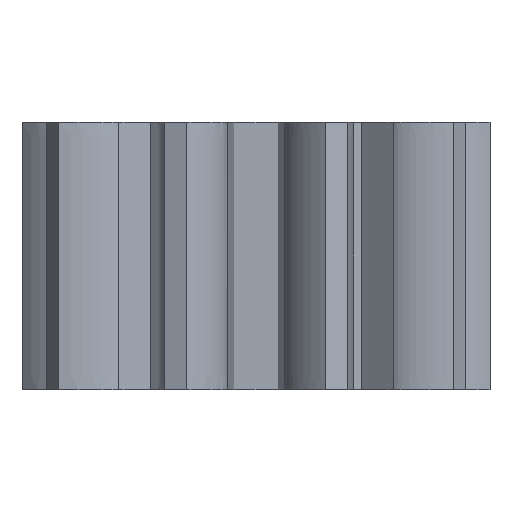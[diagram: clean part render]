
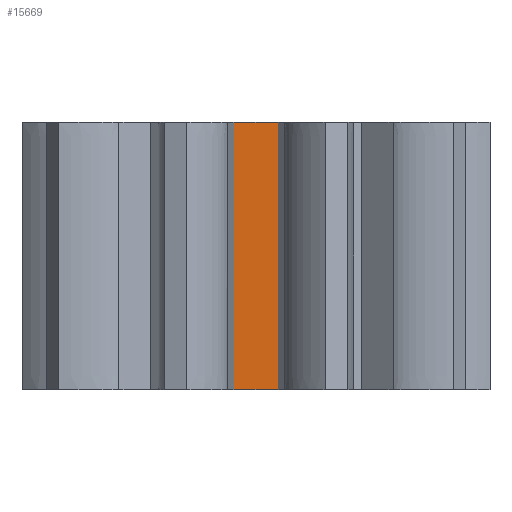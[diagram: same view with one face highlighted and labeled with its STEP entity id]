
A CAD part, left-side view. The second image highlights one B-rep face of the part: STEP entity #15669.
In plain terms, the highlighted face is a extrusion surface.
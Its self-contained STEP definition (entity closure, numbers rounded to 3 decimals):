
#93 = PLANE('',#94);
#94 = AXIS2_PLACEMENT_3D('',#95,#96,#97);
#95 = CARTESIAN_POINT('',(0.,0.,6.25));
#96 = DIRECTION('',(0.,0.,1.));
#97 = DIRECTION('',(1.,0.,0.));
#168 = PLANE('',#169);
#169 = AXIS2_PLACEMENT_3D('',#170,#171,#172);
#170 = CARTESIAN_POINT('',(0.,0.,0.));
#171 = DIRECTION('',(0.,0.,1.));
#172 = DIRECTION('',(1.,0.,0.));
#1617 = VERTEX_POINT('',#1618);
#1618 = CARTESIAN_POINT('',(-3.209,0.517,0.));
#1630 = SURFACE_OF_LINEAR_EXTRUSION('',#1631,#1634);
#1631 = B_SPLINE_CURVE_WITH_KNOTS('',1,(#1632,#1633),.UNSPECIFIED.,.F.,
  .F.,(2,2),(0.,0.979),.PIECEWISE_BEZIER_KNOTS.);
#1632 = CARTESIAN_POINT('',(-4.175,0.672,0.));
#1633 = CARTESIAN_POINT('',(-3.209,0.517,0.));
#1634 = VECTOR('',#1635,1.);
#1635 = DIRECTION('',(-0.,-0.,-1.));
#1643 = EDGE_CURVE('',#1617,#1644,#1646,.T.);
#1644 = VERTEX_POINT('',#1645);
#1645 = CARTESIAN_POINT('',(-3.209,-0.517,0.));
#1646 = SURFACE_CURVE('',#1647,(#1650,#1656),.PCURVE_S1.);
#1647 = B_SPLINE_CURVE_WITH_KNOTS('',1,(#1648,#1649),.UNSPECIFIED.,.F.,
  .F.,(2,2),(0.,1.033),.PIECEWISE_BEZIER_KNOTS.);
#1648 = CARTESIAN_POINT('',(-3.209,0.517,0.));
#1649 = CARTESIAN_POINT('',(-3.209,-0.517,0.));
#1650 = PCURVE('',#168,#1651);
#1651 = DEFINITIONAL_REPRESENTATION('',(#1652),#1655);
#1652 = B_SPLINE_CURVE_WITH_KNOTS('',1,(#1653,#1654),.UNSPECIFIED.,.F.,
  .F.,(2,2),(0.,1.033),.PIECEWISE_BEZIER_KNOTS.);
#1653 = CARTESIAN_POINT('',(-3.209,0.517));
#1654 = CARTESIAN_POINT('',(-3.209,-0.517));
#1655 = ( GEOMETRIC_REPRESENTATION_CONTEXT(2) 
PARAMETRIC_REPRESENTATION_CONTEXT() REPRESENTATION_CONTEXT('2D SPACE',''
  ) );
#1656 = PCURVE('',#1657,#1663);
#1657 = SURFACE_OF_LINEAR_EXTRUSION('',#1658,#1661);
#1658 = B_SPLINE_CURVE_WITH_KNOTS('',1,(#1659,#1660),.UNSPECIFIED.,.F.,
  .F.,(2,2),(0.,1.033),.PIECEWISE_BEZIER_KNOTS.);
#1659 = CARTESIAN_POINT('',(-3.209,0.517,0.));
#1660 = CARTESIAN_POINT('',(-3.209,-0.517,0.));
#1661 = VECTOR('',#1662,1.);
#1662 = DIRECTION('',(-0.,-0.,-1.));
#1663 = DEFINITIONAL_REPRESENTATION('',(#1664),#1668);
#1664 = LINE('',#1665,#1666);
#1665 = CARTESIAN_POINT('',(0.,0.));
#1666 = VECTOR('',#1667,1.);
#1667 = DIRECTION('',(1.,0.));
#1668 = ( GEOMETRIC_REPRESENTATION_CONTEXT(2) 
PARAMETRIC_REPRESENTATION_CONTEXT() REPRESENTATION_CONTEXT('2D SPACE',''
  ) );
#1684 = SURFACE_OF_LINEAR_EXTRUSION('',#1685,#1688);
#1685 = B_SPLINE_CURVE_WITH_KNOTS('',1,(#1686,#1687),.UNSPECIFIED.,.F.,
  .F.,(2,2),(0.,0.979),.PIECEWISE_BEZIER_KNOTS.);
#1686 = CARTESIAN_POINT('',(-3.209,-0.517,0.));
#1687 = CARTESIAN_POINT('',(-4.175,-0.672,0.));
#1688 = VECTOR('',#1689,1.);
#1689 = DIRECTION('',(-0.,-0.,-1.));
#3685 = VERTEX_POINT('',#3686);
#3686 = CARTESIAN_POINT('',(-3.209,0.517,6.25));
#3705 = EDGE_CURVE('',#3685,#3706,#3708,.T.);
#3706 = VERTEX_POINT('',#3707);
#3707 = CARTESIAN_POINT('',(-3.209,-0.517,6.25));
#3708 = SURFACE_CURVE('',#3709,(#3712,#3718),.PCURVE_S1.);
#3709 = B_SPLINE_CURVE_WITH_KNOTS('',1,(#3710,#3711),.UNSPECIFIED.,.F.,
  .F.,(2,2),(0.,1.033),.PIECEWISE_BEZIER_KNOTS.);
#3710 = CARTESIAN_POINT('',(-3.209,0.517,6.25));
#3711 = CARTESIAN_POINT('',(-3.209,-0.517,6.25));
#3712 = PCURVE('',#93,#3713);
#3713 = DEFINITIONAL_REPRESENTATION('',(#3714),#3717);
#3714 = B_SPLINE_CURVE_WITH_KNOTS('',1,(#3715,#3716),.UNSPECIFIED.,.F.,
  .F.,(2,2),(0.,1.033),.PIECEWISE_BEZIER_KNOTS.);
#3715 = CARTESIAN_POINT('',(-3.209,0.517));
#3716 = CARTESIAN_POINT('',(-3.209,-0.517));
#3717 = ( GEOMETRIC_REPRESENTATION_CONTEXT(2) 
PARAMETRIC_REPRESENTATION_CONTEXT() REPRESENTATION_CONTEXT('2D SPACE',''
  ) );
#3718 = PCURVE('',#1657,#3719);
#3719 = DEFINITIONAL_REPRESENTATION('',(#3720),#3724);
#3720 = LINE('',#3721,#3722);
#3721 = CARTESIAN_POINT('',(0.,-6.25));
#3722 = VECTOR('',#3723,1.);
#3723 = DIRECTION('',(1.,0.));
#3724 = ( GEOMETRIC_REPRESENTATION_CONTEXT(2) 
PARAMETRIC_REPRESENTATION_CONTEXT() REPRESENTATION_CONTEXT('2D SPACE',''
  ) );
#15619 = EDGE_CURVE('',#1644,#3706,#15620,.T.);
#15620 = SURFACE_CURVE('',#15621,(#15625,#15632),.PCURVE_S1.);
#15621 = LINE('',#15622,#15623);
#15622 = CARTESIAN_POINT('',(-3.209,-0.517,0.));
#15623 = VECTOR('',#15624,1.);
#15624 = DIRECTION('',(0.,0.,1.));
#15625 = PCURVE('',#1684,#15626);
#15626 = DEFINITIONAL_REPRESENTATION('',(#15627),#15631);
#15627 = LINE('',#15628,#15629);
#15628 = CARTESIAN_POINT('',(0.,0.));
#15629 = VECTOR('',#15630,1.);
#15630 = DIRECTION('',(0.,-1.));
#15631 = ( GEOMETRIC_REPRESENTATION_CONTEXT(2) 
PARAMETRIC_REPRESENTATION_CONTEXT() REPRESENTATION_CONTEXT('2D SPACE',''
  ) );
#15632 = PCURVE('',#1657,#15633);
#15633 = DEFINITIONAL_REPRESENTATION('',(#15634),#15638);
#15634 = LINE('',#15635,#15636);
#15635 = CARTESIAN_POINT('',(1.033,0.));
#15636 = VECTOR('',#15637,1.);
#15637 = DIRECTION('',(0.,-1.));
#15638 = ( GEOMETRIC_REPRESENTATION_CONTEXT(2) 
PARAMETRIC_REPRESENTATION_CONTEXT() REPRESENTATION_CONTEXT('2D SPACE',''
  ) );
#15648 = EDGE_CURVE('',#1617,#3685,#15649,.T.);
#15649 = SURFACE_CURVE('',#15650,(#15654,#15661),.PCURVE_S1.);
#15650 = LINE('',#15651,#15652);
#15651 = CARTESIAN_POINT('',(-3.209,0.517,0.));
#15652 = VECTOR('',#15653,1.);
#15653 = DIRECTION('',(0.,0.,1.));
#15654 = PCURVE('',#1630,#15655);
#15655 = DEFINITIONAL_REPRESENTATION('',(#15656),#15660);
#15656 = LINE('',#15657,#15658);
#15657 = CARTESIAN_POINT('',(0.979,0.));
#15658 = VECTOR('',#15659,1.);
#15659 = DIRECTION('',(0.,-1.));
#15660 = ( GEOMETRIC_REPRESENTATION_CONTEXT(2) 
PARAMETRIC_REPRESENTATION_CONTEXT() REPRESENTATION_CONTEXT('2D SPACE',''
  ) );
#15661 = PCURVE('',#1657,#15662);
#15662 = DEFINITIONAL_REPRESENTATION('',(#15663),#15667);
#15663 = LINE('',#15664,#15665);
#15664 = CARTESIAN_POINT('',(0.,0.));
#15665 = VECTOR('',#15666,1.);
#15666 = DIRECTION('',(0.,-1.));
#15667 = ( GEOMETRIC_REPRESENTATION_CONTEXT(2) 
PARAMETRIC_REPRESENTATION_CONTEXT() REPRESENTATION_CONTEXT('2D SPACE',''
  ) );
#15669 = ADVANCED_FACE('',(#15670),#1657,.F.);
#15670 = FACE_BOUND('',#15671,.F.);
#15671 = EDGE_LOOP('',(#15672,#15673,#15674,#15675));
#15672 = ORIENTED_EDGE('',*,*,#15648,.T.);
#15673 = ORIENTED_EDGE('',*,*,#3705,.T.);
#15674 = ORIENTED_EDGE('',*,*,#15619,.F.);
#15675 = ORIENTED_EDGE('',*,*,#1643,.F.);
